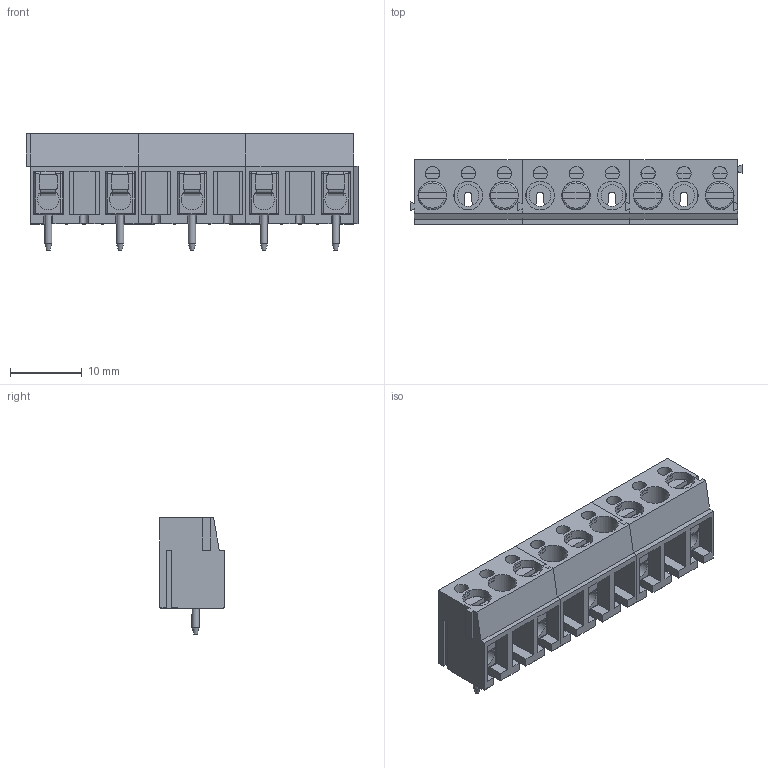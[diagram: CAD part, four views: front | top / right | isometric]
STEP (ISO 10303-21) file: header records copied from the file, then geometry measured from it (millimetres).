
FILE_DESCRIPTION(/* description */ ('Unknown'),/* implementation_level */ '2;1');
FILE_NAME(/* name */ '691101810005',/* time_stamp */ '2021-10-04T17:21:26+02:00',/* author */ ('Unknown'),/* organization */ ('Unknown'),/* preprocessor_version */ 'ST-DEVELOPER v16.7',/* originating_system */ 'Solid Edge',/* authorisation */ 'Unknown');
FILE_SCHEMA (('AUTOMOTIVE_DESIGN {1 0 10303 214 3 1 1}'));
Length unit declared in the file: millimetre
Products named in the file (7): 6911018100xx_3-10p; 6911018100xx; 691101710003_Insulator; 6911017100xx_Cage; 6911017100xx_Spring; 6911017100xx_Screw
Assembly tree (14 placements, depth 3):
  6911018100xx_3-10p
    6911018100xx  x2
      691101710003_Insulator
      6911017100xx_Cage
      6911017100xx_Spring
      6911017100xx_Screw
    6911018100xx
      691101710003_Insulator
      6911017100xx_Cage
      6911017100xx_Spring
      6911017100xx_Screw
Bounding box: 46.2 x 9 x 16.2 mm (x, y, z)
Volume: 3148.9 mm3; surface area: 6268.5 mm2
Topology: 18 solids, 18 shells, 889 faces, 2249 edges, 1402 vertices
Faces by surface type: plane 586, cylinder 233, sphere 40, cone 15, torus 15
Full cylindrical faces by diameter (mm): 1 x5, 2.2 x5, 2.459 x5, 3 x19, 3.1 x5, 3.9 x5, 4 x9
Entity records: 7491 total; most frequent: CARTESIAN_POINT 1240, DIRECTION 1213, ORIENTED_EDGE 1140, EDGE_CURVE 570, LINE 417, VECTOR 417, AXIS2_PLACEMENT_3D 398, VERTEX_POINT 374
